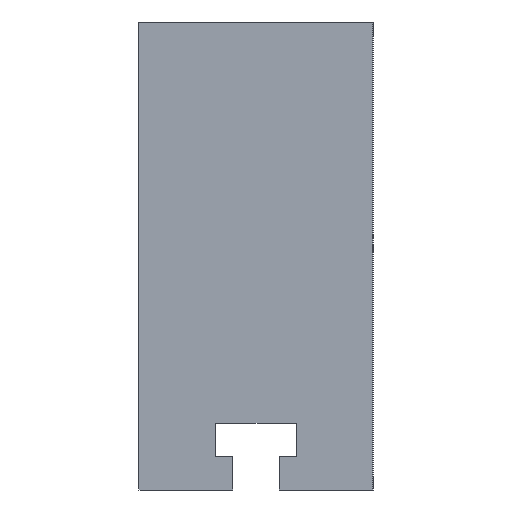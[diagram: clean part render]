
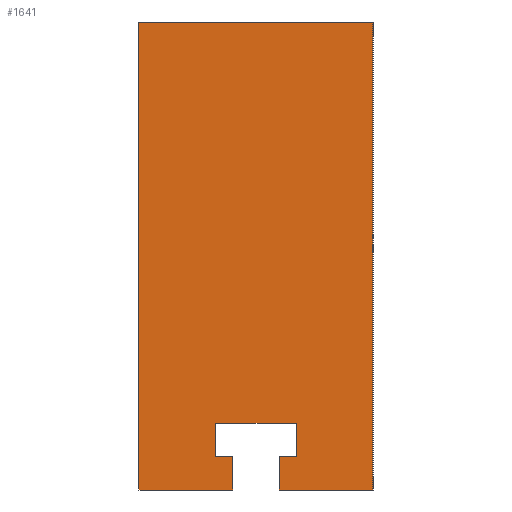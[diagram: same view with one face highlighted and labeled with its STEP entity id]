
A CAD part, left-side view. The second image highlights one B-rep face of the part: STEP entity #1641.
In plain terms, the highlighted planar face has unit normal (-1, 0, 0).
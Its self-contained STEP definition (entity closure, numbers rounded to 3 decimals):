
#583=EDGE_CURVE('',#1591,#631,#1688,.T.);
#611=EDGE_CURVE('',#899,#1029,#1718,.T.);
#631=VERTEX_POINT('',#1739);
#693=VERTEX_POINT('',#1809);
#749=VERTEX_POINT('',#1868);
#779=VERTEX_POINT('',#1900);
#855=EDGE_CURVE('',#779,#899,#1980,.T.);
#899=VERTEX_POINT('',#2028);
#913=VERTEX_POINT('',#2043);
#915=EDGE_CURVE('',#1599,#1617,#2045,.T.);
#965=EDGE_CURVE('',#913,#779,#2102,.T.);
#1029=VERTEX_POINT('',#2171);
#1083=EDGE_CURVE('',#631,#1233,#2227,.T.);
#1115=EDGE_CURVE('',#1417,#1233,#2261,.T.);
#1233=VERTEX_POINT('',#2388);
#1301=EDGE_CURVE('',#1417,#749,#2466,.T.);
#1397=EDGE_CURVE('',#1617,#1591,#2568,.T.);
#1417=VERTEX_POINT('',#2590);
#1481=EDGE_CURVE('',#1029,#1599,#2663,.T.);
#1589=EDGE_CURVE('',#693,#913,#2783,.T.);
#1591=VERTEX_POINT('',#2785);
#1599=VERTEX_POINT('',#2794);
#1609=EDGE_CURVE('',#749,#693,#2806,.T.);
#1617=VERTEX_POINT('',#2814);
#1641=ADVANCED_FACE('',(#2839),#2840,.T.);
#1688=LINE('',#2886,#2887);
#1718=LINE('',#2934,#2935);
#1739=CARTESIAN_POINT('',(-20.,-7.0,0.0));
#1809=CARTESIAN_POINT('',(-20.,35.0,0.0));
#1868=CARTESIAN_POINT('',(-20.,35.0,140.0));
#1900=CARTESIAN_POINT('',(-20.,7.0,10.0));
#1980=LINE('',#3319,#3320);
#2028=CARTESIAN_POINT('',(-20.,12.0,10.0));
#2043=CARTESIAN_POINT('',(-20.,7.0,0.0));
#2045=LINE('',#3418,#3419);
#2102=LINE('',#3494,#3495);
#2171=CARTESIAN_POINT('',(-20.,12.0,20.0));
#2227=LINE('',#3678,#3679);
#2261=LINE('',#3726,#3727);
#2388=CARTESIAN_POINT('',(-20.,-35.0,0.0));
#2466=LINE('',#4026,#4027);
#2568=LINE('',#4177,#4178);
#2590=CARTESIAN_POINT('',(-20.,-35.0,140.0));
#2663=LINE('',#4306,#4307);
#2783=LINE('',#4473,#4474);
#2785=CARTESIAN_POINT('',(-20.,-7.0,10.0));
#2794=CARTESIAN_POINT('',(-20.,-12.0,20.0));
#2806=LINE('',#4500,#4501);
#2814=CARTESIAN_POINT('',(-20.,-12.0,10.0));
#2839=FACE_OUTER_BOUND('',#4550,.T.);
#2840=PLANE('',#4551);
#2886=CARTESIAN_POINT('',(-20.,-7.0,35.0));
#2887=VECTOR('',#4602,1.0);
#2934=CARTESIAN_POINT('',(-20.,12.0,42.5));
#2935=VECTOR('',#4633,1.0);
#3319=CARTESIAN_POINT('',(-20.,23.5,10.0));
#3320=VECTOR('',#4875,1.0);
#3418=CARTESIAN_POINT('',(-20.,-12.0,45.0));
#3419=VECTOR('',#4940,1.0);
#3494=CARTESIAN_POINT('',(-20.,7.0,40.0));
#3495=VECTOR('',#5016,1.0);
#3678=CARTESIAN_POINT('',(-20.,-35.0,0.0));
#3679=VECTOR('',#5111,1.0);
#3726=CARTESIAN_POINT('',(-20.,-35.0,70.0));
#3727=VECTOR('',#5134,1.0);
#4026=CARTESIAN_POINT('',(-20.,-35.0,140.0));
#4027=VECTOR('',#5326,1.0);
#4177=CARTESIAN_POINT('',(-20.,14.0,10.0));
#4178=VECTOR('',#5401,1.0);
#4306=CARTESIAN_POINT('',(-20.,14.0,20.0));
#4307=VECTOR('',#5532,1.0);
#4473=CARTESIAN_POINT('',(-20.,-35.0,0.0));
#4474=VECTOR('',#5695,1.0);
#4500=CARTESIAN_POINT('',(-20.,35.0,70.0));
#4501=VECTOR('',#5721,1.0);
#4550=EDGE_LOOP('',(#5747,#5748,#5749,#5750,#5751,#5752,#5753,#5754,#5755,#5756,#5757,#5758));
#4551=AXIS2_PLACEMENT_3D('',#5759,#5760,#5761);
#4602=DIRECTION('',(0.0,0.0,-1.0));
#4633=DIRECTION('',(0.0,0.0,1.0));
#4875=DIRECTION('',(0.0,1.0,0.0));
#4940=DIRECTION('',(0.0,0.0,-1.0));
#5016=DIRECTION('',(0.0,0.0,1.0));
#5111=DIRECTION('',(0.0,-1.0,0.0));
#5134=DIRECTION('',(0.0,0.0,-1.0));
#5326=DIRECTION('',(0.0,1.0,0.0));
#5401=DIRECTION('',(0.0,1.0,0.0));
#5532=DIRECTION('',(0.0,-1.0,0.0));
#5695=DIRECTION('',(0.0,-1.0,0.0));
#5721=DIRECTION('',(0.0,0.0,-1.0));
#5747=ORIENTED_EDGE('',*,*,#915,.T.);
#5748=ORIENTED_EDGE('',*,*,#1397,.T.);
#5749=ORIENTED_EDGE('',*,*,#583,.T.);
#5750=ORIENTED_EDGE('',*,*,#1083,.T.);
#5751=ORIENTED_EDGE('',*,*,#1115,.F.);
#5752=ORIENTED_EDGE('',*,*,#1301,.T.);
#5753=ORIENTED_EDGE('',*,*,#1609,.T.);
#5754=ORIENTED_EDGE('',*,*,#1589,.T.);
#5755=ORIENTED_EDGE('',*,*,#965,.T.);
#5756=ORIENTED_EDGE('',*,*,#855,.T.);
#5757=ORIENTED_EDGE('',*,*,#611,.T.);
#5758=ORIENTED_EDGE('',*,*,#1481,.T.);
#5759=CARTESIAN_POINT('',(-20.,35.0,70.0));
#5760=DIRECTION('',(-1.0,0.0,0.0));
#5761=DIRECTION('',(0.0,0.0,-1.0));
